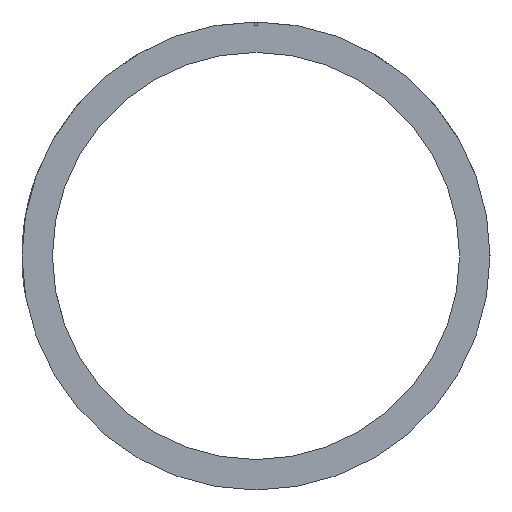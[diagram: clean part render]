
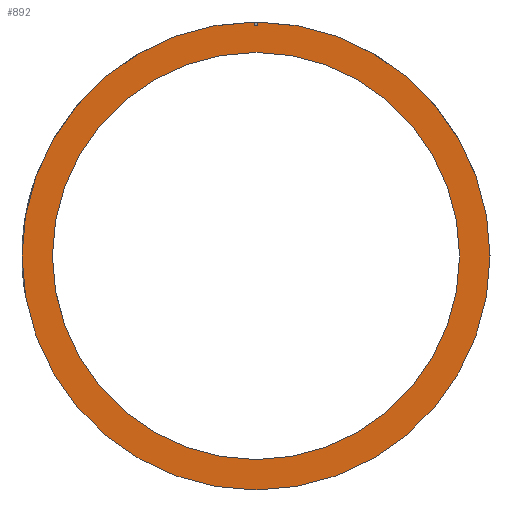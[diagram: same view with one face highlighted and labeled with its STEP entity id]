
A CAD part, left-side view. The second image highlights one B-rep face of the part: STEP entity #892.
In plain terms, the highlighted planar face has unit normal (-1, 0, 0).
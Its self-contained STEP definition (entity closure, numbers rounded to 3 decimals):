
#143=CARTESIAN_POINT('Vertex',(-4085.,63.5,0.)) ;
#146=CARTESIAN_POINT('Axis2P3D Location',(-4085.,0.,0.)) ;
#150=CARTESIAN_POINT('Vertex',(-4085.,-63.5,0.)) ;
#256=CARTESIAN_POINT('Axis2P3D Location',(-4085.,0.,0.)) ;
#546=CARTESIAN_POINT('Vertex',(-4085.,73.,0.)) ;
#549=CARTESIAN_POINT('Axis2P3D Location',(-4085.,0.,0.)) ;
#553=CARTESIAN_POINT('Vertex',(-4085.,0.5,72.998)) ;
#574=CARTESIAN_POINT('Vertex',(-4085.,-0.5,72.998)) ;
#577=CARTESIAN_POINT('Axis2P3D Location',(-4085.,0.,0.)) ;
#581=CARTESIAN_POINT('Vertex',(-4085.,-73.,0.)) ;
#670=CARTESIAN_POINT('Line Origine',(-4085.,0.5,72.499)) ;
#674=CARTESIAN_POINT('Vertex',(-4085.,0.5,72.)) ;
#760=CARTESIAN_POINT('Line Origine',(-4085.,0.,72.)) ;
#764=CARTESIAN_POINT('Vertex',(-4085.,-0.5,72.)) ;
#824=CARTESIAN_POINT('Line Origine',(-4085.,-0.5,72.499)) ;
#870=CARTESIAN_POINT('Axis2P3D Location',(-4085.,0.,0.)) ;
#875=CARTESIAN_POINT('Axis2P3D Location',(-4085.,0.,0.)) ;
#147=DIRECTION('Axis2P3D Direction',(1.,0.,0.)) ;
#257=DIRECTION('Axis2P3D Direction',(1.,0.,0.)) ;
#550=DIRECTION('Axis2P3D Direction',(1.,0.,0.)) ;
#578=DIRECTION('Axis2P3D Direction',(1.,0.,0.)) ;
#671=DIRECTION('Vector Direction',(0.,0.,-1.)) ;
#761=DIRECTION('Vector Direction',(0.,1.,0.)) ;
#825=DIRECTION('Vector Direction',(0.,0.,1.)) ;
#871=DIRECTION('Axis2P3D Direction',(1.,0.,0.)) ;
#872=DIRECTION('Axis2P3D XDirection',(0.,1.,0.)) ;
#876=DIRECTION('Axis2P3D Direction',(1.,0.,0.)) ;
#148=AXIS2_PLACEMENT_3D('Circle Axis2P3D',#146,#147,$) ;
#258=AXIS2_PLACEMENT_3D('Circle Axis2P3D',#256,#257,$) ;
#551=AXIS2_PLACEMENT_3D('Circle Axis2P3D',#549,#550,$) ;
#579=AXIS2_PLACEMENT_3D('Circle Axis2P3D',#577,#578,$) ;
#873=AXIS2_PLACEMENT_3D('Plane Axis2P3D',#870,#871,#872) ;
#877=AXIS2_PLACEMENT_3D('Circle Axis2P3D',#875,#876,$) ;
#881=ORIENTED_EDGE('',*,*,#828,.F.) ;
#882=ORIENTED_EDGE('',*,*,#766,.F.) ;
#883=ORIENTED_EDGE('',*,*,#676,.F.) ;
#884=ORIENTED_EDGE('',*,*,#555,.F.) ;
#885=ORIENTED_EDGE('',*,*,#879,.F.) ;
#886=ORIENTED_EDGE('',*,*,#583,.F.) ;
#889=ORIENTED_EDGE('',*,*,#152,.T.) ;
#890=ORIENTED_EDGE('',*,*,#260,.T.) ;
#891=FACE_BOUND('',#888,.T.) ;
#672=VECTOR('Line Direction',#671,1.) ;
#762=VECTOR('Line Direction',#761,1.) ;
#826=VECTOR('Line Direction',#825,1.) ;
#892=ADVANCED_FACE('Corps principal',(#887,#891),#874,.F.) ;
#149=CIRCLE('generated circle',#148,63.5) ;
#259=CIRCLE('generated circle',#258,63.5) ;
#552=CIRCLE('generated circle',#551,73.) ;
#580=CIRCLE('generated circle',#579,73.) ;
#878=CIRCLE('generated circle',#877,73.) ;
#152=EDGE_CURVE('',#151,#144,#149,.T.) ;
#260=EDGE_CURVE('',#144,#151,#259,.T.) ;
#555=EDGE_CURVE('',#547,#554,#552,.T.) ;
#583=EDGE_CURVE('',#575,#582,#580,.T.) ;
#676=EDGE_CURVE('',#554,#675,#673,.T.) ;
#766=EDGE_CURVE('',#675,#765,#763,.F.) ;
#828=EDGE_CURVE('',#765,#575,#827,.T.) ;
#879=EDGE_CURVE('',#582,#547,#878,.T.) ;
#880=EDGE_LOOP('',(#881,#882,#883,#884,#885,#886)) ;
#888=EDGE_LOOP('',(#889,#890)) ;
#887=FACE_OUTER_BOUND('',#880,.T.) ;
#673=LINE('Line',#670,#672) ;
#763=LINE('Line',#760,#762) ;
#827=LINE('Line',#824,#826) ;
#874=PLANE('Plane',#873) ;
#144=VERTEX_POINT('',#143) ;
#151=VERTEX_POINT('',#150) ;
#547=VERTEX_POINT('',#546) ;
#554=VERTEX_POINT('',#553) ;
#575=VERTEX_POINT('',#574) ;
#582=VERTEX_POINT('',#581) ;
#675=VERTEX_POINT('',#674) ;
#765=VERTEX_POINT('',#764) ;
